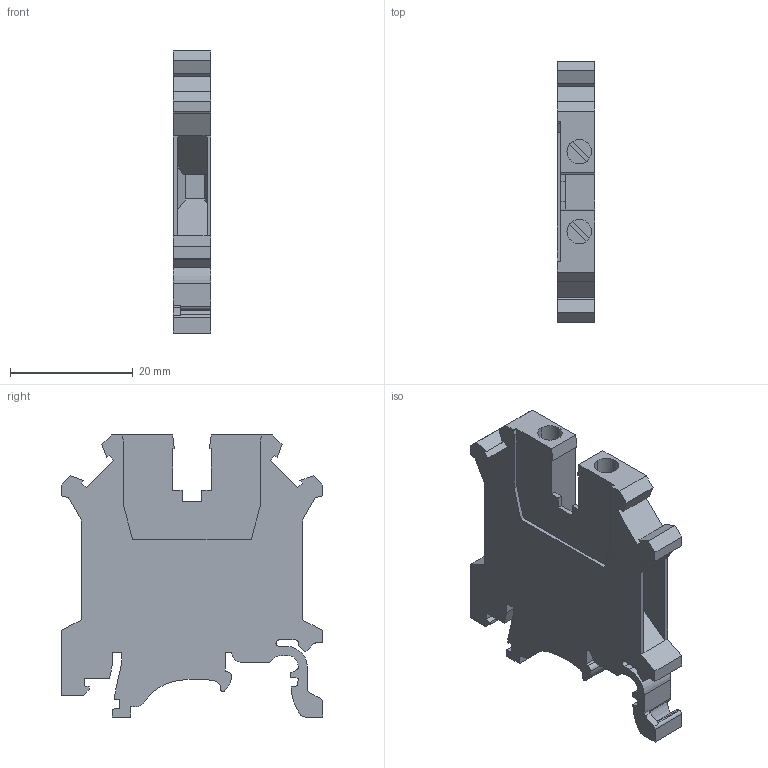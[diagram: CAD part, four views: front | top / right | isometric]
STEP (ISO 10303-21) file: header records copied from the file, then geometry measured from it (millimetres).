
FILE_DESCRIPTION(('Creo Elements/Direct Modeling STEP Export'),'2;1');
FILE_NAME('model.stp','2021-03-24T 1:41:55',(''),(''),'Creo Elements/Direct Modeling STEP processor for AP214 (Solid Model)','Creo Elements/Direct Modeling 20.1D 10-Oct-2020 (C) Parametric Technology GmbH','');
FILE_SCHEMA(('AUTOMOTIVE_DESIGN { 1 0 10303 214 1 1 1 1 }'));
Length unit declared in the file: millimetre
Products named in the file (2): UK_5_N_BG-select
Assembly tree (1 placements, depth 2):
  UK_5_N_BG-select
    UK_5_N_BG-select
Bounding box: 6.15 x 42.52 x 45.9 mm (x, y, z)
Volume: 7058.7 mm3; surface area: 5282.6 mm2
Topology: 1 solids, 1 shells, 172 faces, 499 edges, 331 vertices
Faces by surface type: plane 140, cylinder 32
Entity records: 6941 total; most frequent: ORIENTED_EDGE 1000, CARTESIAN_POINT 983, DIRECTION 885, EDGE_CURVE 500, VECTOR 417, LINE 417, VERTEX_POINT 332, AXIS2_PLACEMENT_3D 234
